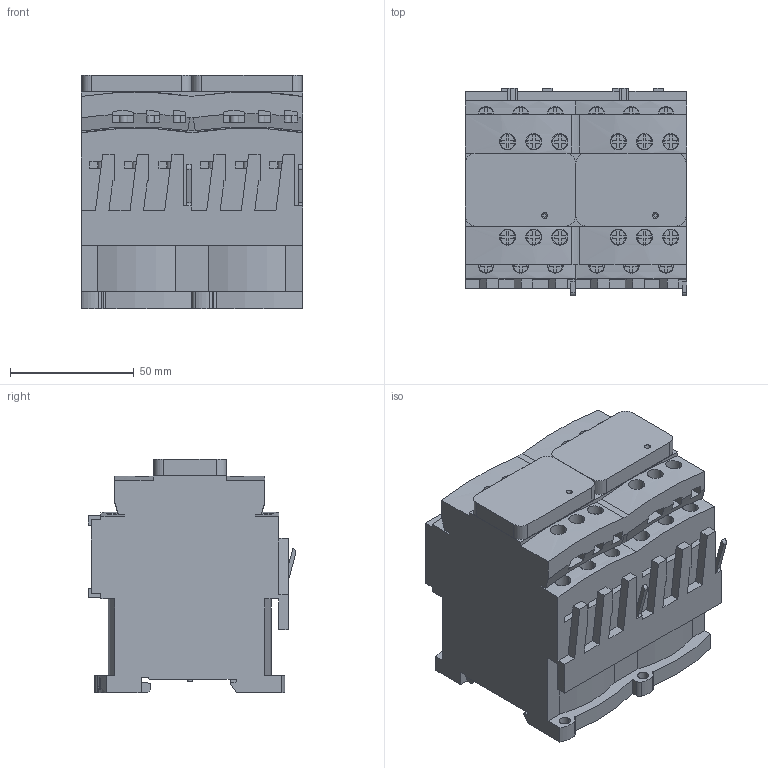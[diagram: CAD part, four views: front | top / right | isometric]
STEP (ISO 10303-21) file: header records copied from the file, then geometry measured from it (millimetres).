
FILE_DESCRIPTION((''),'2;1');
FILE_NAME('1642572220911_ASM','2022-01-19T11:34:02',('SESA540900'),('Schneider-Electric'),'CREO PARAMETRIC BY PTC INC, 2019471','CREO PARAMETRIC BY PTC INC, 2019471','');
FILE_SCHEMA(('AP242_MANAGED_MODEL_BASED_3D_ENGINEERING_MIM_LF { 1 0 10303 442 1 1 4 }'));
Length unit declared in the file: millimetre
Products named in the file (4): EMPTYNODE_1642572221472_ASM; LC2D09-12-18XX-DC; LC2D09-12-18XX-DC-3D_ASM; 1642572220911_ASM
Assembly tree (3 placements, depth 3):
  1642572220911_ASM
    EMPTYNODE_1642572221472_ASM
    LC2D09-12-18XX-DC-3D_ASM
      LC2D09-12-18XX-DC
Bounding box: 89.6 x 83.99 x 94.55 mm (x, y, z)
Volume: 520435.8 mm3; surface area: 77067.4 mm2
Topology: 3 solids, 3 shells, 1187 faces, 3305 edges, 2280 vertices
Faces by surface type: plane 855, cylinder 322, cone 10
Entity records: 53577 total; most frequent: CARTESIAN_POINT 7640, ORIENTED_EDGE 6494, DIRECTION 6380, PRESENTATION_STYLE_ASSIGNMENT 3693, STYLED_ITEM 3312, CURVE_STYLE 3309, EDGE_CURVE 3247, VECTOR 2468
